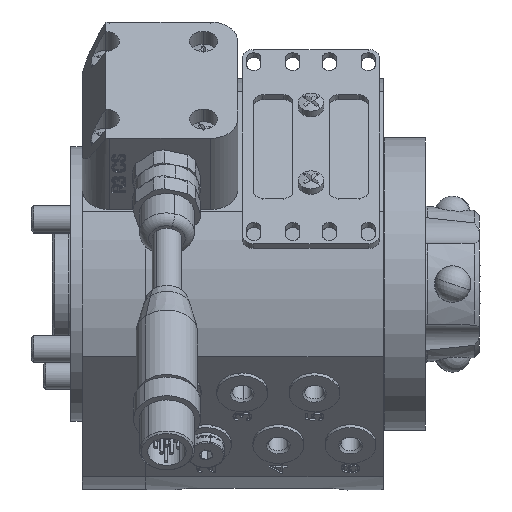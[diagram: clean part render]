
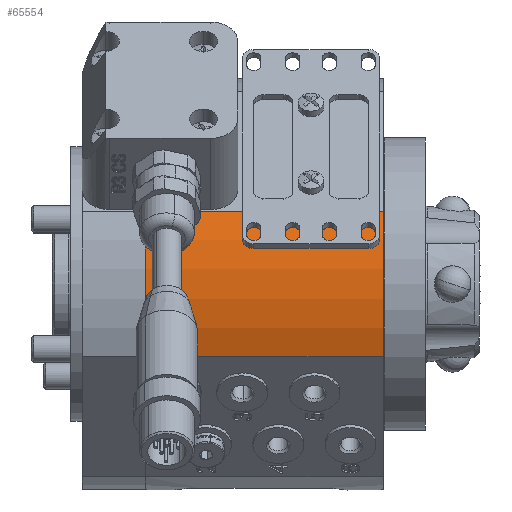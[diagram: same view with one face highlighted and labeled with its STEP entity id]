
A CAD part, left-side view. The second image highlights one B-rep face of the part: STEP entity #65554.
In plain terms, the highlighted cylindrical face has radius 45 mm (diameter 90 mm), a partial arc.
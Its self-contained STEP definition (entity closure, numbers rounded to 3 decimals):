
#2461 = CARTESIAN_POINT ( 'NONE',  ( -42.106, -16.3, -15.877 ) ) ;
#3828 = DIRECTION ( 'NONE',  ( 0., 1., 0. ) ) ;
#5879 = CARTESIAN_POINT ( 'NONE',  ( 0., -68.3, 0. ) ) ;
#6370 = CIRCLE ( 'NONE', #69254, 45. ) ;
#6745 = VERTEX_POINT ( 'NONE', #2461 ) ;
#9799 = CARTESIAN_POINT ( 'NONE',  ( 0., -9.4, 0. ) ) ;
#10677 = ORIENTED_EDGE ( 'NONE', *, *, #72018, .F. ) ;
#11835 = DIRECTION ( 'NONE',  ( -0.707, 0., 0.707 ) ) ;
#12607 = CARTESIAN_POINT ( 'NONE',  ( -42.106, -68.3, -15.877 ) ) ;
#13737 = CYLINDRICAL_SURFACE ( 'NONE', #55966, 45. ) ;
#14374 = CARTESIAN_POINT ( 'NONE',  ( -42.106, -9.4, -15.877 ) ) ;
#14965 = EDGE_CURVE ( 'NONE', #69651, #60224, #65242, .T. ) ;
#16816 = CARTESIAN_POINT ( 'NONE',  ( 0., -16.3, 0. ) ) ;
#16819 = CARTESIAN_POINT ( 'NONE',  ( -42.106, -9.4, 15.877 ) ) ;
#20141 = VERTEX_POINT ( 'NONE', #12607 ) ;
#22806 = DIRECTION ( 'NONE',  ( -0.707, 0., 0.707 ) ) ;
#38179 = EDGE_LOOP ( 'NONE', ( #55990, #38790, #45873, #10677 ) ) ;
#38790 = ORIENTED_EDGE ( 'NONE', *, *, #45847, .T. ) ;
#45795 = VECTOR ( 'NONE', #56008, 1000. ) ;
#45847 = EDGE_CURVE ( 'NONE', #20141, #60224, #68285, .T. ) ;
#45873 = ORIENTED_EDGE ( 'NONE', *, *, #14965, .F. ) ;
#47552 = DIRECTION ( 'NONE',  ( 0., 1., 0. ) ) ;
#47641 = VECTOR ( 'NONE', #52474, 1000. ) ;
#48353 = EDGE_CURVE ( 'NONE', #20141, #6745, #59699, .T. ) ;
#50516 = CARTESIAN_POINT ( 'NONE',  ( -42.106, -16.3, 15.877 ) ) ;
#51251 = DIRECTION ( 'NONE',  ( -0.707, 0., 0.707 ) ) ;
#52474 = DIRECTION ( 'NONE',  ( 0., -1., 0. ) ) ;
#55966 = AXIS2_PLACEMENT_3D ( 'NONE', #9799, #3828, #51251 ) ;
#55990 = ORIENTED_EDGE ( 'NONE', *, *, #48353, .F. ) ;
#56008 = DIRECTION ( 'NONE',  ( 0., 1., 0. ) ) ;
#58400 = DIRECTION ( 'NONE',  ( 0., 1., 0. ) ) ;
#59310 = AXIS2_PLACEMENT_3D ( 'NONE', #5879, #47552, #11835 ) ;
#59699 = LINE ( 'NONE', #14374, #45795 ) ;
#60224 = VERTEX_POINT ( 'NONE', #60298 ) ;
#60298 = CARTESIAN_POINT ( 'NONE',  ( -42.106, -68.3, 15.877 ) ) ;
#65242 = LINE ( 'NONE', #16819, #47641 ) ;
#65554 = ADVANCED_FACE ( 'NONE', ( #76974 ), #13737, .T. ) ;
#68285 = CIRCLE ( 'NONE', #59310, 45. ) ;
#69254 = AXIS2_PLACEMENT_3D ( 'NONE', #16816, #58400, #22806 ) ;
#69651 = VERTEX_POINT ( 'NONE', #50516 ) ;
#72018 = EDGE_CURVE ( 'NONE', #6745, #69651, #6370, .T. ) ;
#76974 = FACE_OUTER_BOUND ( 'NONE', #38179, .T. ) ;
